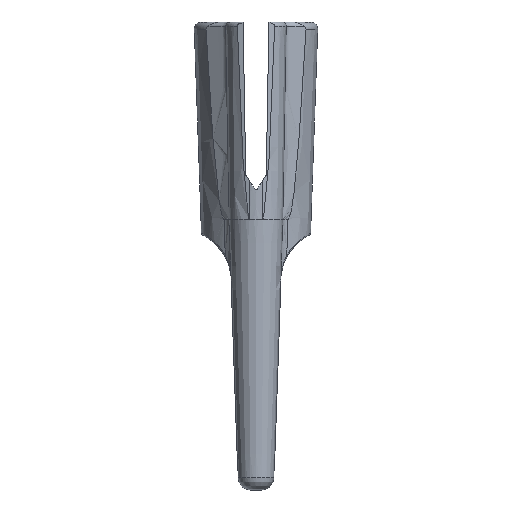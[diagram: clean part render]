
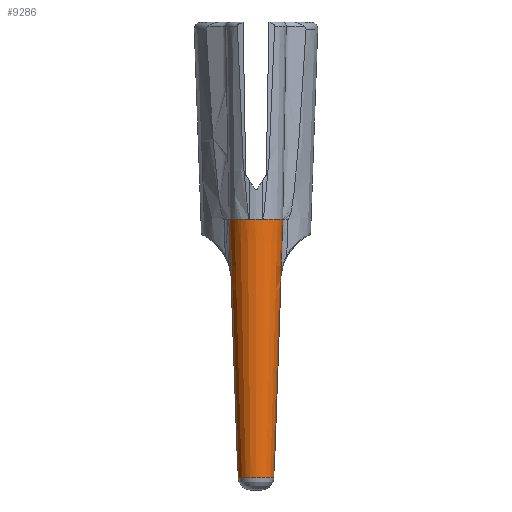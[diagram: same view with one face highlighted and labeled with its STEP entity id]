
A CAD part, left-side view. The second image highlights one B-rep face of the part: STEP entity #9286.
In plain terms, the highlighted conical face has half-angle 2 degrees and reference radius 4.064 mm.
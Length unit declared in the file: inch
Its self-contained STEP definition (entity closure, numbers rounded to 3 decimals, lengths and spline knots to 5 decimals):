
#469=CIRCLE('',#9514,0.12863);
#472=CIRCLE('',#9523,0.12863);
#595=CIRCLE('',#9803,0.12863);
#610=CIRCLE('',#9834,0.08526);
#809=CONICAL_SURFACE('',#9833,0.15999,0.035);
#1168=FACE_OUTER_BOUND('',#1740,.T.);
#1740=EDGE_LOOP('',(#7739,#7740,#7741,#7742,#7743,#7744,#7745,#7746,#7747,
#7748));
#2152=B_SPLINE_CURVE_WITH_KNOTS('',3,(#15618,#15619,#15620,#15621,#15622,
#15623,#15624,#15625,#15626,#15627,#15628,#15629,#15630,#15631,#15632,#15633,
#15634,#15635,#15636,#15637,#15638,#15639,#15640,#15641,#15642,#15643,#15644,
#15645,#15646,#15647,#15648,#15649),.UNSPECIFIED.,.F.,.F.,(4,2,2,2,2,2,
2,2,2,2,2,2,2,2,2,4),(0.,0.02913,0.03385,
0.03575,0.03625,0.03652,0.03669,
0.0367,0.0367,0.03671,0.03688,
0.03714,0.03776,0.03953,0.04416,
0.07053),.UNSPECIFIED.);
#2463=B_SPLINE_CURVE_WITH_KNOTS('',3,(#26808,#26809,#26810,#26811,#26812,
#26813,#26814,#26815,#26816,#26817,#26818,#26819,#26820,#26821,#26822,#26823,
#26824,#26825,#26826,#26827,#26828,#26829,#26830,#26831,#26832,#26833,#26834,
#26835,#26836,#26837),.UNSPECIFIED.,.F.,.F.,(4,2,2,2,2,2,2,2,2,2,2,2,2,
2,4),(0.,0.02662,0.03123,0.03286,
0.03355,0.03381,0.03399,0.034,
0.03402,0.03411,0.03433,0.03468,
0.03663,0.0409,0.0868),.UNSPECIFIED.);
#2737=LINE('',#14579,#3145);
#2917=LINE('',#23848,#3325);
#2933=LINE('',#26806,#3341);
#2934=LINE('',#26838,#3342);
#3145=VECTOR('',#10207,39.37008);
#3325=VECTOR('',#10717,39.37008);
#3341=VECTOR('',#10891,39.37008);
#3342=VECTOR('',#10892,39.37008);
#3525=VERTEX_POINT('',#11421);
#3532=VERTEX_POINT('',#11463);
#3556=VERTEX_POINT('',#11649);
#3670=VERTEX_POINT('',#14576);
#3671=VERTEX_POINT('',#14578);
#3763=VERTEX_POINT('',#15617);
#4077=VERTEX_POINT('',#25930);
#4114=VERTEX_POINT('',#26803);
#4115=VERTEX_POINT('',#26805);
#4116=VERTEX_POINT('',#26807);
#4461=EDGE_CURVE('',#3532,#3525,#469,.T.);
#4481=EDGE_CURVE('',#3525,#3556,#472,.T.);
#4669=EDGE_CURVE('',#3671,#3670,#2737,.T.);
#4768=EDGE_CURVE('',#3763,#3671,#2152,.T.);
#5192=EDGE_CURVE('',#3556,#3763,#2917,.T.);
#5319=EDGE_CURVE('',#4077,#3532,#595,.T.);
#5384=EDGE_CURVE('',#3670,#4114,#610,.T.);
#5385=EDGE_CURVE('',#4115,#4114,#2933,.T.);
#5386=EDGE_CURVE('',#4115,#4116,#2463,.T.);
#5387=EDGE_CURVE('',#4077,#4116,#2934,.T.);
#7739=ORIENTED_EDGE('',*,*,#5319,.T.);
#7740=ORIENTED_EDGE('',*,*,#4461,.T.);
#7741=ORIENTED_EDGE('',*,*,#4481,.T.);
#7742=ORIENTED_EDGE('',*,*,#5192,.T.);
#7743=ORIENTED_EDGE('',*,*,#4768,.T.);
#7744=ORIENTED_EDGE('',*,*,#4669,.T.);
#7745=ORIENTED_EDGE('',*,*,#5384,.T.);
#7746=ORIENTED_EDGE('',*,*,#5385,.F.);
#7747=ORIENTED_EDGE('',*,*,#5386,.T.);
#7748=ORIENTED_EDGE('',*,*,#5387,.F.);
#9286=ADVANCED_FACE('',(#1168),#809,.T.);
#9514=AXIS2_PLACEMENT_3D('',#11532,#10027,#10028);
#9523=AXIS2_PLACEMENT_3D('',#11660,#10051,#10052);
#9803=AXIS2_PLACEMENT_3D('',#26052,#10823,#10824);
#9833=AXIS2_PLACEMENT_3D('',#26802,#10887,#10888);
#9834=AXIS2_PLACEMENT_3D('',#26804,#10889,#10890);
#10027=DIRECTION('center_axis',(0.,0.,-1.));
#10028=DIRECTION('ref_axis',(1.,0.,0.));
#10051=DIRECTION('center_axis',(0.,0.,-1.));
#10052=DIRECTION('ref_axis',(1.,0.,0.));
#10207=DIRECTION('',(0.,-0.035,-0.999));
#10717=DIRECTION('',(0.,-0.035,-0.999));
#10823=DIRECTION('center_axis',(0.,0.,-1.));
#10824=DIRECTION('ref_axis',(1.,0.,0.));
#10887=DIRECTION('center_axis',(0.,0.,1.));
#10888=DIRECTION('ref_axis',(-1.,0.,0.));
#10889=DIRECTION('center_axis',(0.,0.,
1.));
#10890=DIRECTION('ref_axis',(1.,0.,0.));
#10891=DIRECTION('',(0.,0.035,-0.999));
#10892=DIRECTION('',(0.,0.035,-0.999));
#11421=CARTESIAN_POINT('',(-0.37493,0.03065,1.25));
#11463=CARTESIAN_POINT('',(-0.37493,-0.03065,1.25));
#11532=CARTESIAN_POINT('Origin',(-0.25,0.,1.25));
#11649=CARTESIAN_POINT('',(-0.25,0.12863,1.25));
#11660=CARTESIAN_POINT('Origin',(-0.25,0.,1.25));
#14576=CARTESIAN_POINT('',(-0.25,0.08526,0.00791));
#14578=CARTESIAN_POINT('',(-0.25,0.11813,0.94931));
#14579=CARTESIAN_POINT('',(-0.25,0.15999,2.148));
#15617=CARTESIAN_POINT('',(-0.25,0.11875,0.96699));
#15618=CARTESIAN_POINT('Ctrl Pts',(-0.25,0.11875,
0.96699));
#15619=CARTESIAN_POINT('Ctrl Pts',(-0.25,0.11862,
0.96317));
#15620=CARTESIAN_POINT('Ctrl Pts',(-0.24962,0.11854,
0.96099));
#15621=CARTESIAN_POINT('Ctrl Pts',(-0.24941,0.11847,
0.95908));
#15622=CARTESIAN_POINT('Ctrl Pts',(-0.24938,0.11846,
0.95879));
#15623=CARTESIAN_POINT('Ctrl Pts',(-0.24936,0.11845,
0.9584));
#15624=CARTESIAN_POINT('Ctrl Pts',(-0.24935,0.11845,
0.95829));
#15625=CARTESIAN_POINT('Ctrl Pts',(-0.24935,0.11844,
0.95815));
#15626=CARTESIAN_POINT('Ctrl Pts',(-0.24935,0.11844,
0.95812));
#15627=CARTESIAN_POINT('Ctrl Pts',(-0.24935,0.11844,
0.95807));
#15628=CARTESIAN_POINT('Ctrl Pts',(-0.24935,0.11844,
0.95806));
#15629=CARTESIAN_POINT('Ctrl Pts',(-0.24935,0.11844,
0.95803));
#15630=CARTESIAN_POINT('Ctrl Pts',(-0.24935,0.11844,
0.95802));
#15631=CARTESIAN_POINT('Ctrl Pts',(-0.24935,0.11844,
0.95801));
#15632=CARTESIAN_POINT('Ctrl Pts',(-0.24935,0.11844,
0.95801));
#15633=CARTESIAN_POINT('Ctrl Pts',(-0.24935,0.11844,
0.95801));
#15634=CARTESIAN_POINT('Ctrl Pts',(-0.24935,0.11844,
0.95801));
#15635=CARTESIAN_POINT('Ctrl Pts',(-0.24935,0.11844,
0.95801));
#15636=CARTESIAN_POINT('Ctrl Pts',(-0.24935,0.11844,
0.95801));
#15637=CARTESIAN_POINT('Ctrl Pts',(-0.24935,0.11844,
0.958));
#15638=CARTESIAN_POINT('Ctrl Pts',(-0.24935,0.11844,0.95799));
#15639=CARTESIAN_POINT('Ctrl Pts',(-0.24935,0.11843,
0.95796));
#15640=CARTESIAN_POINT('Ctrl Pts',(-0.24935,0.11843,
0.95795));
#15641=CARTESIAN_POINT('Ctrl Pts',(-0.24935,0.11843,
0.95789));
#15642=CARTESIAN_POINT('Ctrl Pts',(-0.24935,0.11843,
0.95786));
#15643=CARTESIAN_POINT('Ctrl Pts',(-0.24935,0.11843,
0.95772));
#15644=CARTESIAN_POINT('Ctrl Pts',(-0.24936,0.11842,
0.95761));
#15645=CARTESIAN_POINT('Ctrl Pts',(-0.24938,0.11841,
0.95724));
#15646=CARTESIAN_POINT('Ctrl Pts',(-0.24941,0.1184,
0.95695));
#15647=CARTESIAN_POINT('Ctrl Pts',(-0.24961,0.11834,
0.95519));
#15648=CARTESIAN_POINT('Ctrl Pts',(-0.24999,0.11825,
0.95276));
#15649=CARTESIAN_POINT('Ctrl Pts',(-0.25,0.11813,
0.94931));
#23848=CARTESIAN_POINT('',(-0.25,0.15999,2.148));
#25930=CARTESIAN_POINT('',(-0.25,-0.12863,1.25));
#26052=CARTESIAN_POINT('Origin',(-0.25,0.,1.25));
#26802=CARTESIAN_POINT('Origin',(-0.25,0.,2.148));
#26803=CARTESIAN_POINT('',(-0.25,-0.08526,0.00791));
#26804=CARTESIAN_POINT('Origin',(-0.25,0.,0.00791));
#26805=CARTESIAN_POINT('',(-0.25,-0.11813,0.94931));
#26806=CARTESIAN_POINT('',(-0.25,-0.15999,2.148));
#26807=CARTESIAN_POINT('',(-0.25,-0.11875,0.96699));
#26808=CARTESIAN_POINT('Ctrl Pts',(-0.25,-0.11813,
0.94931));
#26809=CARTESIAN_POINT('Ctrl Pts',(-0.24999,-0.11826,
0.9528));
#26810=CARTESIAN_POINT('Ctrl Pts',(-0.2496,-0.11834,
0.95523));
#26811=CARTESIAN_POINT('Ctrl Pts',(-0.2494,-0.1184,
0.95697));
#26812=CARTESIAN_POINT('Ctrl Pts',(-0.24937,-0.11841,
0.95725));
#26813=CARTESIAN_POINT('Ctrl Pts',(-0.24935,-0.11842,
0.95762));
#26814=CARTESIAN_POINT('Ctrl Pts',(-0.24934,-0.11843,
0.95771));
#26815=CARTESIAN_POINT('Ctrl Pts',(-0.24934,-0.11843,
0.95785));
#26816=CARTESIAN_POINT('Ctrl Pts',(-0.24934,-0.11843,
0.95789));
#26817=CARTESIAN_POINT('Ctrl Pts',(-0.24934,-0.11843,
0.95794));
#26818=CARTESIAN_POINT('Ctrl Pts',(-0.24934,-0.11843,
0.95796));
#26819=CARTESIAN_POINT('Ctrl Pts',(-0.24934,-0.11844,
0.95798));
#26820=CARTESIAN_POINT('Ctrl Pts',(-0.24934,-0.11844,
0.95799));
#26821=CARTESIAN_POINT('Ctrl Pts',(-0.24934,-0.11844,
0.958));
#26822=CARTESIAN_POINT('Ctrl Pts',(-0.24934,-0.11844,
0.958));
#26823=CARTESIAN_POINT('Ctrl Pts',(-0.24934,-0.11844,
0.95801));
#26824=CARTESIAN_POINT('Ctrl Pts',(-0.24934,-0.11844,
0.95801));
#26825=CARTESIAN_POINT('Ctrl Pts',(-0.24934,-0.11844,
0.95801));
#26826=CARTESIAN_POINT('Ctrl Pts',(-0.24934,-0.11844,
0.95802));
#26827=CARTESIAN_POINT('Ctrl Pts',(-0.24934,-0.11844,
0.95804));
#26828=CARTESIAN_POINT('Ctrl Pts',(-0.24934,-0.11844,
0.95805));
#26829=CARTESIAN_POINT('Ctrl Pts',(-0.24934,-0.11844,
0.95808));
#26830=CARTESIAN_POINT('Ctrl Pts',(-0.24934,-0.11844,
0.9581));
#26831=CARTESIAN_POINT('Ctrl Pts',(-0.24934,-0.11844,
0.95824));
#26832=CARTESIAN_POINT('Ctrl Pts',(-0.24934,-0.11845,
0.95835));
#26833=CARTESIAN_POINT('Ctrl Pts',(-0.24936,-0.11846,
0.95871));
#26834=CARTESIAN_POINT('Ctrl Pts',(-0.24939,-0.11847,
0.95897));
#26835=CARTESIAN_POINT('Ctrl Pts',(-0.2497,-0.11857,
0.9618));
#26836=CARTESIAN_POINT('Ctrl Pts',(-0.25,-0.11866,
0.96439));
#26837=CARTESIAN_POINT('Ctrl Pts',(-0.25,-0.11875,
0.96699));
#26838=CARTESIAN_POINT('',(-0.25,-0.15999,2.148));
